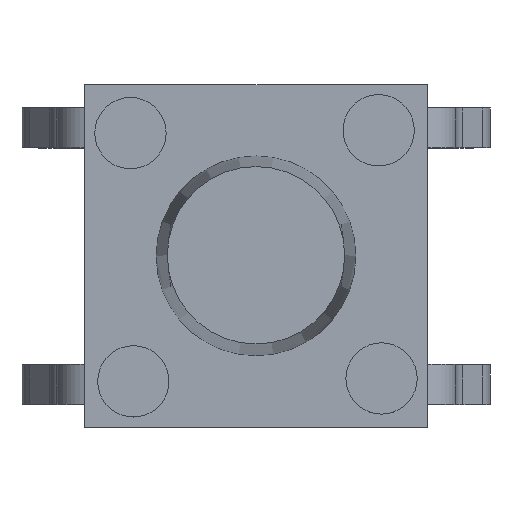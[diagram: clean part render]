
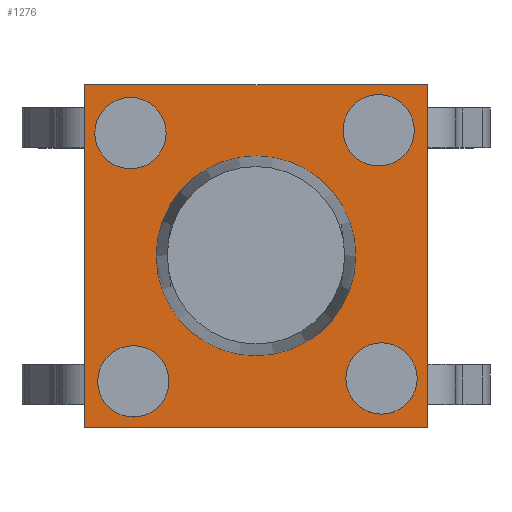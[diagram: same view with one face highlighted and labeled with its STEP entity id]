
A CAD part, top view. The second image highlights one B-rep face of the part: STEP entity #1276.
In plain terms, the highlighted planar face has unit normal (0, 0, 1).
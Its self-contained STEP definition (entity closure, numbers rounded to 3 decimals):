
#20 = DIRECTION ( 'NONE',  ( 0., 0., 1. ) ) ;
#92 = CIRCLE ( 'NONE', #4665, 0.625 ) ;
#102 = DIRECTION ( 'NONE',  ( 0., 0., 1. ) ) ;
#104 = CARTESIAN_POINT ( 'NONE',  ( 2.15, 2.2, 3.5 ) ) ;
#122 = DIRECTION ( 'NONE',  ( 0., 0., 1. ) ) ;
#231 = VERTEX_POINT ( 'NONE', #2584 ) ;
#237 = VECTOR ( 'NONE', #3595, 1000. ) ;
#307 = CIRCLE ( 'NONE', #6252, 0.625 ) ;
#432 = VERTEX_POINT ( 'NONE', #5491 ) ;
#444 = EDGE_CURVE ( 'NONE', #1953, #2662, #1441, .T. ) ;
#554 = EDGE_CURVE ( 'NONE', #871, #432, #92, .T. ) ;
#572 = CARTESIAN_POINT ( 'NONE',  ( 3., 3., 3.5 ) ) ;
#597 = AXIS2_PLACEMENT_3D ( 'NONE', #3906, #3922, #3819 ) ;
#608 = DIRECTION ( 'NONE',  ( 0., 0., 1. ) ) ;
#833 = FACE_BOUND ( 'NONE', #5209, .T. ) ;
#856 = CARTESIAN_POINT ( 'NONE',  ( -2.775, -2.2, 3.5 ) ) ;
#871 = VERTEX_POINT ( 'NONE', #1203 ) ;
#953 = CARTESIAN_POINT ( 'NONE',  ( 3., -3., 3.5 ) ) ;
#987 = VERTEX_POINT ( 'NONE', #856 ) ;
#1088 = CARTESIAN_POINT ( 'NONE',  ( -3., 3., 3.5 ) ) ;
#1110 = EDGE_CURVE ( 'NONE', #4409, #4778, #4144, .T. ) ;
#1123 = DIRECTION ( 'NONE',  ( 0., 1., 0. ) ) ;
#1151 = CARTESIAN_POINT ( 'NONE',  ( -3., -3., 3.5 ) ) ;
#1187 = CIRCLE ( 'NONE', #3891, 1.75 ) ;
#1203 = CARTESIAN_POINT ( 'NONE',  ( 1.575, -2.15, 3.5 ) ) ;
#1234 = DIRECTION ( 'NONE',  ( 1., 0., 0. ) ) ;
#1272 = LINE ( 'NONE', #572, #3791 ) ;
#1276 = ADVANCED_FACE ( 'NONE', ( #2250, #4850, #6129, #833, #5788, #4470 ), #3286, .T. ) ;
#1287 = CARTESIAN_POINT ( 'NONE',  ( 2.775, 2.2, 3.5 ) ) ;
#1441 = CIRCLE ( 'NONE', #597, 0.625 ) ;
#1459 = EDGE_CURVE ( 'NONE', #4977, #4174, #2002, .T. ) ;
#1493 = EDGE_LOOP ( 'NONE', ( #4133, #5201 ) ) ;
#1494 = EDGE_CURVE ( 'NONE', #4174, #4977, #1844, .T. ) ;
#1696 = DIRECTION ( 'NONE',  ( 1., 0., 0. ) ) ;
#1729 = EDGE_LOOP ( 'NONE', ( #5935, #5056 ) ) ;
#1786 = EDGE_LOOP ( 'NONE', ( #5882, #5199 ) ) ;
#1814 = CARTESIAN_POINT ( 'NONE',  ( 1.75, 0., 3.5 ) ) ;
#1844 = CIRCLE ( 'NONE', #3188, 0.625 ) ;
#1911 = DIRECTION ( 'NONE',  ( 0., 0., -1. ) ) ;
#1953 = VERTEX_POINT ( 'NONE', #5785 ) ;
#2002 = CIRCLE ( 'NONE', #2878, 0.625 ) ;
#2122 = DIRECTION ( 'NONE',  ( 0., 0., -1. ) ) ;
#2168 = CARTESIAN_POINT ( 'NONE',  ( 2.2, -2.15, 3.5 ) ) ;
#2199 = VERTEX_POINT ( 'NONE', #1814 ) ;
#2250 = FACE_BOUND ( 'NONE', #5922, .T. ) ;
#2455 = VECTOR ( 'NONE', #6240, 1000. ) ;
#2522 = CIRCLE ( 'NONE', #4680, 1.75 ) ;
#2558 = VERTEX_POINT ( 'NONE', #3161 ) ;
#2584 = CARTESIAN_POINT ( 'NONE',  ( -1.525, -2.2, 3.5 ) ) ;
#2604 = EDGE_CURVE ( 'NONE', #231, #987, #307, .T. ) ;
#2614 = LINE ( 'NONE', #5758, #2455 ) ;
#2662 = VERTEX_POINT ( 'NONE', #5162 ) ;
#2671 = AXIS2_PLACEMENT_3D ( 'NONE', #3789, #3833, #4125 ) ;
#2713 = DIRECTION ( 'NONE',  ( 1., 0., 0. ) ) ;
#2878 = AXIS2_PLACEMENT_3D ( 'NONE', #3855, #5590, #1234 ) ;
#2965 = VERTEX_POINT ( 'NONE', #953 ) ;
#3161 = CARTESIAN_POINT ( 'NONE',  ( -3., -3., 3.5 ) ) ;
#3177 = CARTESIAN_POINT ( 'NONE',  ( -2.15, -2.2, 3.5 ) ) ;
#3188 = AXIS2_PLACEMENT_3D ( 'NONE', #104, #608, #1696 ) ;
#3239 = CARTESIAN_POINT ( 'NONE',  ( -2.15, -2.2, 3.5 ) ) ;
#3256 = CARTESIAN_POINT ( 'NONE',  ( -2.2, 2.15, 3.5 ) ) ;
#3276 = DIRECTION ( 'NONE',  ( 1., 0., 0. ) ) ;
#3286 = PLANE ( 'NONE',  #2671 ) ;
#3298 = DIRECTION ( 'NONE',  ( 0., 0., 1. ) ) ;
#3340 = CARTESIAN_POINT ( 'NONE',  ( 2.2, -2.15, 3.5 ) ) ;
#3585 = EDGE_CURVE ( 'NONE', #4778, #2558, #2614, .T. ) ;
#3595 = DIRECTION ( 'NONE',  ( -1., 0., 0. ) ) ;
#3646 = DIRECTION ( 'NONE',  ( 1., 0., 0. ) ) ;
#3661 = AXIS2_PLACEMENT_3D ( 'NONE', #3239, #102, #3723 ) ;
#3674 = DIRECTION ( 'NONE',  ( 1., 0., 0. ) ) ;
#3708 = EDGE_CURVE ( 'NONE', #4684, #2199, #2522, .T. ) ;
#3723 = DIRECTION ( 'NONE',  ( 1., 0., 0. ) ) ;
#3735 = DIRECTION ( 'NONE',  ( 1., 0., 0. ) ) ;
#3789 = CARTESIAN_POINT ( 'NONE',  ( 0., 0., 3.5 ) ) ;
#3791 = VECTOR ( 'NONE', #1123, 1000. ) ;
#3819 = DIRECTION ( 'NONE',  ( 1., 0., 0. ) ) ;
#3833 = DIRECTION ( 'NONE',  ( 0., 0., 1. ) ) ;
#3855 = CARTESIAN_POINT ( 'NONE',  ( 2.15, 2.2, 3.5 ) ) ;
#3885 = AXIS2_PLACEMENT_3D ( 'NONE', #3256, #122, #3735 ) ;
#3891 = AXIS2_PLACEMENT_3D ( 'NONE', #4872, #1911, #5385 ) ;
#3906 = CARTESIAN_POINT ( 'NONE',  ( -2.2, 2.15, 3.5 ) ) ;
#3922 = DIRECTION ( 'NONE',  ( 0., 0., 1. ) ) ;
#3936 = ORIENTED_EDGE ( 'NONE', *, *, #1459, .F. ) ;
#3950 = CIRCLE ( 'NONE', #3885, 0.625 ) ;
#4009 = CIRCLE ( 'NONE', #5022, 0.625 ) ;
#4125 = DIRECTION ( 'NONE',  ( 1., 0., 0. ) ) ;
#4133 = ORIENTED_EDGE ( 'NONE', *, *, #444, .F. ) ;
#4144 = LINE ( 'NONE', #1088, #237 ) ;
#4174 = VERTEX_POINT ( 'NONE', #5482 ) ;
#4409 = VERTEX_POINT ( 'NONE', #4645 ) ;
#4470 = FACE_OUTER_BOUND ( 'NONE', #4519, .T. ) ;
#4497 = EDGE_CURVE ( 'NONE', #2662, #1953, #3950, .T. ) ;
#4519 = EDGE_LOOP ( 'NONE', ( #5044, #5032, #5145, #5306 ) ) ;
#4591 = CARTESIAN_POINT ( 'NONE',  ( -1.75, 0., 3.5 ) ) ;
#4645 = CARTESIAN_POINT ( 'NONE',  ( 3., 3., 3.5 ) ) ;
#4665 = AXIS2_PLACEMENT_3D ( 'NONE', #3340, #3298, #3276 ) ;
#4680 = AXIS2_PLACEMENT_3D ( 'NONE', #5079, #2122, #5575 ) ;
#4684 = VERTEX_POINT ( 'NONE', #4591 ) ;
#4716 = LINE ( 'NONE', #1151, #5857 ) ;
#4760 = ORIENTED_EDGE ( 'NONE', *, *, #1494, .F. ) ;
#4778 = VERTEX_POINT ( 'NONE', #5671 ) ;
#4850 = FACE_BOUND ( 'NONE', #1786, .T. ) ;
#4872 = CARTESIAN_POINT ( 'NONE',  ( 0., 0., 3.5 ) ) ;
#4977 = VERTEX_POINT ( 'NONE', #1287 ) ;
#5022 = AXIS2_PLACEMENT_3D ( 'NONE', #2168, #5602, #2713 ) ;
#5032 = ORIENTED_EDGE ( 'NONE', *, *, #1110, .T. ) ;
#5044 = ORIENTED_EDGE ( 'NONE', *, *, #6096, .T. ) ;
#5056 = ORIENTED_EDGE ( 'NONE', *, *, #5372, .F. ) ;
#5079 = CARTESIAN_POINT ( 'NONE',  ( 0., 0., 3.5 ) ) ;
#5096 = CIRCLE ( 'NONE', #3661, 0.625 ) ;
#5145 = ORIENTED_EDGE ( 'NONE', *, *, #3585, .T. ) ;
#5162 = CARTESIAN_POINT ( 'NONE',  ( -1.575, 2.15, 3.5 ) ) ;
#5199 = ORIENTED_EDGE ( 'NONE', *, *, #2604, .F. ) ;
#5201 = ORIENTED_EDGE ( 'NONE', *, *, #4497, .F. ) ;
#5209 = EDGE_LOOP ( 'NONE', ( #4760, #3936 ) ) ;
#5211 = ORIENTED_EDGE ( 'NONE', *, *, #3708, .T. ) ;
#5306 = ORIENTED_EDGE ( 'NONE', *, *, #5421, .T. ) ;
#5372 = EDGE_CURVE ( 'NONE', #432, #871, #4009, .T. ) ;
#5385 = DIRECTION ( 'NONE',  ( -1., 0., 0. ) ) ;
#5421 = EDGE_CURVE ( 'NONE', #2558, #2965, #4716, .T. ) ;
#5482 = CARTESIAN_POINT ( 'NONE',  ( 1.525, 2.2, 3.5 ) ) ;
#5491 = CARTESIAN_POINT ( 'NONE',  ( 2.825, -2.15, 3.5 ) ) ;
#5575 = DIRECTION ( 'NONE',  ( -1., 0., 0. ) ) ;
#5590 = DIRECTION ( 'NONE',  ( 0., 0., 1. ) ) ;
#5602 = DIRECTION ( 'NONE',  ( 0., 0., 1. ) ) ;
#5671 = CARTESIAN_POINT ( 'NONE',  ( -3., 3., 3.5 ) ) ;
#5748 = EDGE_CURVE ( 'NONE', #2199, #4684, #1187, .T. ) ;
#5758 = CARTESIAN_POINT ( 'NONE',  ( -3., 3., 3.5 ) ) ;
#5785 = CARTESIAN_POINT ( 'NONE',  ( -2.825, 2.15, 3.5 ) ) ;
#5788 = FACE_BOUND ( 'NONE', #1493, .T. ) ;
#5836 = ORIENTED_EDGE ( 'NONE', *, *, #5748, .T. ) ;
#5857 = VECTOR ( 'NONE', #3674, 1000. ) ;
#5882 = ORIENTED_EDGE ( 'NONE', *, *, #6175, .F. ) ;
#5922 = EDGE_LOOP ( 'NONE', ( #5211, #5836 ) ) ;
#5935 = ORIENTED_EDGE ( 'NONE', *, *, #554, .F. ) ;
#6096 = EDGE_CURVE ( 'NONE', #2965, #4409, #1272, .T. ) ;
#6129 = FACE_BOUND ( 'NONE', #1729, .T. ) ;
#6175 = EDGE_CURVE ( 'NONE', #987, #231, #5096, .T. ) ;
#6240 = DIRECTION ( 'NONE',  ( 0., -1., 0. ) ) ;
#6252 = AXIS2_PLACEMENT_3D ( 'NONE', #3177, #20, #3646 ) ;
